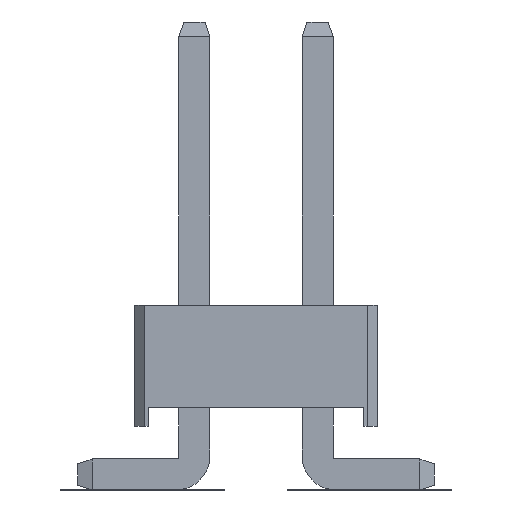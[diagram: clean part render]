
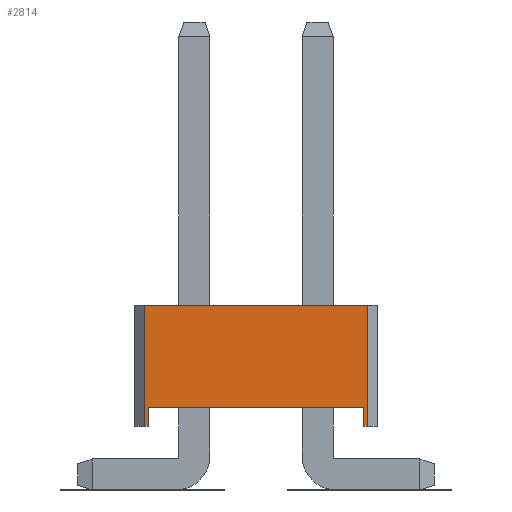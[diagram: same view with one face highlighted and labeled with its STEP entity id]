
A CAD part, left-side view. The second image highlights one B-rep face of the part: STEP entity #2814.
In plain terms, the highlighted planar face has unit normal (-1, 0, 0).
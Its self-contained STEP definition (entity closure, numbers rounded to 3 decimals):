
#2410=FACE_OUTER_BOUND('',#3696,.T.);
#2814=ADVANCED_FACE('',(#2410),#3230,.T.);
#3230=PLANE('',#9735);
#3696=EDGE_LOOP('',(#4397,#4398,#4399,#4400,#4401,#4402,#4403,#4404));
#4397=ORIENTED_EDGE('',*,*,#6917,.T.);
#4398=ORIENTED_EDGE('',*,*,#6928,.T.);
#4399=ORIENTED_EDGE('',*,*,#6966,.T.);
#4400=ORIENTED_EDGE('',*,*,#6761,.F.);
#4401=ORIENTED_EDGE('',*,*,#6967,.F.);
#4402=ORIENTED_EDGE('',*,*,#6844,.T.);
#4403=ORIENTED_EDGE('',*,*,#6863,.F.);
#4404=ORIENTED_EDGE('',*,*,#6866,.F.);
#6125=VERTEX_POINT('',#12077);
#6126=VERTEX_POINT('',#12079);
#6206=VERTEX_POINT('',#12245);
#6207=VERTEX_POINT('',#12246);
#6224=VERTEX_POINT('',#12283);
#6226=VERTEX_POINT('',#12289);
#6276=VERTEX_POINT('',#12391);
#6286=VERTEX_POINT('',#12412);
#6761=EDGE_CURVE('',#6125,#6126,#7775,.T.);
#6844=EDGE_CURVE('',#6206,#6207,#7858,.T.);
#6863=EDGE_CURVE('',#6224,#6207,#7877,.T.);
#6866=EDGE_CURVE('',#6226,#6224,#7880,.T.);
#6917=EDGE_CURVE('',#6226,#6276,#7931,.T.);
#6928=EDGE_CURVE('',#6276,#6286,#7942,.T.);
#6966=EDGE_CURVE('',#6286,#6126,#7980,.T.);
#6967=EDGE_CURVE('',#6206,#6125,#7981,.T.);
#7775=LINE('',#12078,#8741);
#7858=LINE('',#12244,#8824);
#7877=LINE('',#12282,#8843);
#7880=LINE('',#12288,#8846);
#7931=LINE('',#12390,#8897);
#7942=LINE('',#12413,#8908);
#7980=LINE('',#12488,#8946);
#7981=LINE('',#12490,#8947);
#8741=VECTOR('',#10174,1.);
#8824=VECTOR('',#10263,1.);
#8843=VECTOR('',#10284,1.);
#8846=VECTOR('',#10289,1.);
#8897=VECTOR('',#10342,1.);
#8908=VECTOR('',#10355,1.);
#8946=VECTOR('',#10447,1.);
#8947=VECTOR('',#10450,1.);
#9735=AXIS2_PLACEMENT_3D('',#12491,#10451,#10452);
#10174=DIRECTION('',(0.,-1.,0.));
#10263=DIRECTION('',(0.,-1.,0.));
#10284=DIRECTION('',(0.,0.,-1.));
#10289=DIRECTION('',(0.,1.,0.));
#10342=DIRECTION('',(0.,0.,-1.));
#10355=DIRECTION('',(0.,-1.,0.));
#10447=DIRECTION('',(0.,0.,1.));
#10450=DIRECTION('',(0.,0.,1.));
#10451=DIRECTION('',(-1.,0.,0.));
#10452=DIRECTION('',(0.,-1.,0.));
#12077=CARTESIAN_POINT('',(-7.62,2.3,3.886));
#12078=CARTESIAN_POINT('',(-7.62,2.3,3.886));
#12079=CARTESIAN_POINT('',(-7.62,-2.3,3.886));
#12244=CARTESIAN_POINT('',(-7.62,2.3,1.386));
#12245=CARTESIAN_POINT('',(-7.62,2.3,1.386));
#12246=CARTESIAN_POINT('',(-7.62,2.22,1.386));
#12282=CARTESIAN_POINT('',(-7.62,2.22,1.786));
#12283=CARTESIAN_POINT('',(-7.62,2.22,1.786));
#12288=CARTESIAN_POINT('',(-7.62,-2.22,1.786));
#12289=CARTESIAN_POINT('',(-7.62,-2.22,1.786));
#12390=CARTESIAN_POINT('',(-7.62,-2.22,1.786));
#12391=CARTESIAN_POINT('',(-7.62,-2.22,1.386));
#12412=CARTESIAN_POINT('',(-7.62,-2.3,1.386));
#12413=CARTESIAN_POINT('',(-7.62,-2.22,1.386));
#12488=CARTESIAN_POINT('',(-7.62,-2.3,1.386));
#12490=CARTESIAN_POINT('',(-7.62,2.3,1.386));
#12491=CARTESIAN_POINT('',(-7.62,-2.3,3.886));
